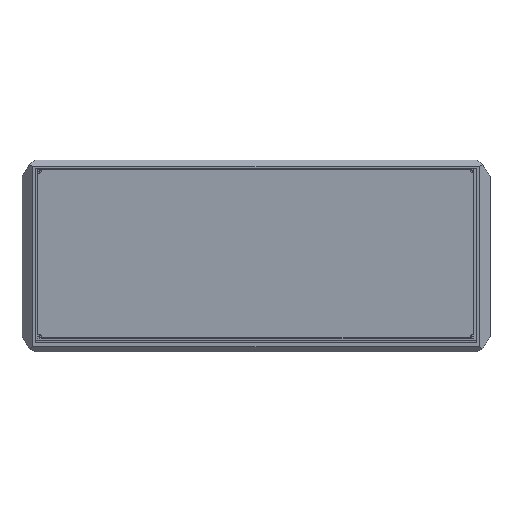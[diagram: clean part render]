
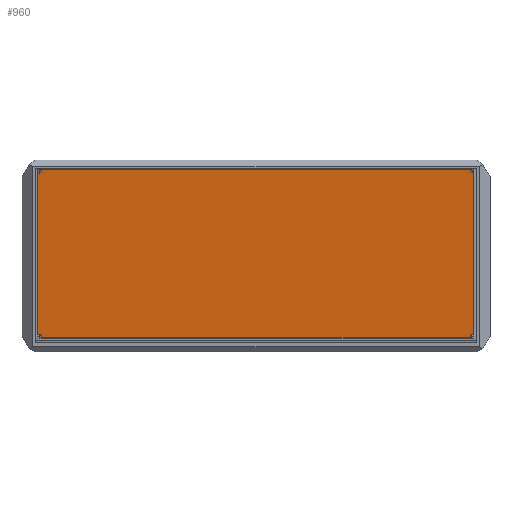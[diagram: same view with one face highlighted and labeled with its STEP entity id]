
A CAD part, top view. The second image highlights one B-rep face of the part: STEP entity #960.
In plain terms, the highlighted planar face has unit normal (0, -0.122, 0.993).
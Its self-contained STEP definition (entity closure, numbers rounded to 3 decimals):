
#17=CIRCLE('',#985,2.);
#22=CIRCLE('',#997,2.);
#31=CIRCLE('',#1012,2.);
#34=CIRCLE('',#1021,2.);
#105=FACE_OUTER_BOUND('',#163,.T.);
#163=EDGE_LOOP('',(#860,#861,#862,#863,#864,#865,#866,#867));
#224=LINE('',#1431,#334);
#225=LINE('',#1434,#335);
#250=LINE('',#1505,#360);
#254=LINE('',#1512,#364);
#334=VECTOR('',#1151,10.);
#335=VECTOR('',#1154,10.);
#360=VECTOR('',#1213,10.);
#364=VECTOR('',#1221,10.);
#424=VERTEX_POINT('',#1414);
#426=VERTEX_POINT('',#1417);
#430=VERTEX_POINT('',#1429);
#431=VERTEX_POINT('',#1433);
#440=VERTEX_POINT('',#1457);
#442=VERTEX_POINT('',#1461);
#460=VERTEX_POINT('',#1504);
#461=VERTEX_POINT('',#1510);
#529=EDGE_CURVE('',#426,#424,#17,.T.);
#536=EDGE_CURVE('',#424,#430,#224,.T.);
#537=EDGE_CURVE('',#431,#426,#225,.T.);
#551=EDGE_CURVE('',#440,#442,#22,.T.);
#573=EDGE_CURVE('',#460,#440,#250,.T.);
#577=EDGE_CURVE('',#442,#461,#254,.T.);
#581=EDGE_CURVE('',#430,#460,#31,.T.);
#591=EDGE_CURVE('',#461,#431,#34,.T.);
#860=ORIENTED_EDGE('',*,*,#551,.T.);
#861=ORIENTED_EDGE('',*,*,#577,.T.);
#862=ORIENTED_EDGE('',*,*,#591,.T.);
#863=ORIENTED_EDGE('',*,*,#537,.T.);
#864=ORIENTED_EDGE('',*,*,#529,.T.);
#865=ORIENTED_EDGE('',*,*,#536,.T.);
#866=ORIENTED_EDGE('',*,*,#581,.T.);
#867=ORIENTED_EDGE('',*,*,#573,.T.);
#908=PLANE('',#1036);
#960=ADVANCED_FACE('',(#105),#908,.F.);
#985=AXIS2_PLACEMENT_3D('',#1418,#1138,#1139);
#997=AXIS2_PLACEMENT_3D('',#1463,#1179,#1180);
#1012=AXIS2_PLACEMENT_3D('',#1520,#1230,#1231);
#1021=AXIS2_PLACEMENT_3D('',#1541,#1255,#1256);
#1036=AXIS2_PLACEMENT_3D('',#1569,#1295,#1296);
#1138=DIRECTION('center_axis',(0.,0.122,-0.993));
#1139=DIRECTION('ref_axis',(1.,0.,0.));
#1151=DIRECTION('',(1.,0.,0.));
#1154=DIRECTION('',(0.,-0.993,-0.122));
#1179=DIRECTION('center_axis',(0.,0.122,-0.993));
#1180=DIRECTION('ref_axis',(-1.,0.,0.));
#1213=DIRECTION('',(0.,0.993,0.122));
#1221=DIRECTION('',(-1.,0.,0.));
#1230=DIRECTION('center_axis',(0.,0.122,-0.993));
#1231=DIRECTION('ref_axis',(-1.,0.,0.));
#1255=DIRECTION('center_axis',(0.,0.122,-0.993));
#1256=DIRECTION('ref_axis',(1.,0.,0.));
#1295=DIRECTION('center_axis',(0.,0.122,-0.993));
#1296=DIRECTION('ref_axis',(-1.,0.,0.));
#1414=CARTESIAN_POINT('',(-157.777,-62.695,6.95));
#1417=CARTESIAN_POINT('',(-160.314,-60.264,7.249));
#1418=CARTESIAN_POINT('Origin',(-159.701,-62.154,7.017));
#1429=CARTESIAN_POINT('',(157.441,-62.695,6.95));
#1431=CARTESIAN_POINT('',(-81.23,-62.695,6.95));
#1433=CARTESIAN_POINT('',(-160.314,58.809,21.869));
#1434=CARTESIAN_POINT('',(-160.314,31.402,18.504));
#1457=CARTESIAN_POINT('',(160.023,58.986,21.891));
#1461=CARTESIAN_POINT('',(157.529,61.445,22.193));
#1463=CARTESIAN_POINT('Origin',(159.449,60.887,22.124));
#1504=CARTESIAN_POINT('',(160.023,-60.238,7.252));
#1505=CARTESIAN_POINT('',(160.023,-32.653,10.639));
#1510=CARTESIAN_POINT('',(-157.776,61.445,22.193));
#1512=CARTESIAN_POINT('',(80.938,61.445,22.193));
#1520=CARTESIAN_POINT('Origin',(159.352,-62.108,7.022));
#1541=CARTESIAN_POINT('Origin',(-159.618,60.67,22.098));
#1569=CARTESIAN_POINT('Origin',(-0.146,-0.625,14.572));
